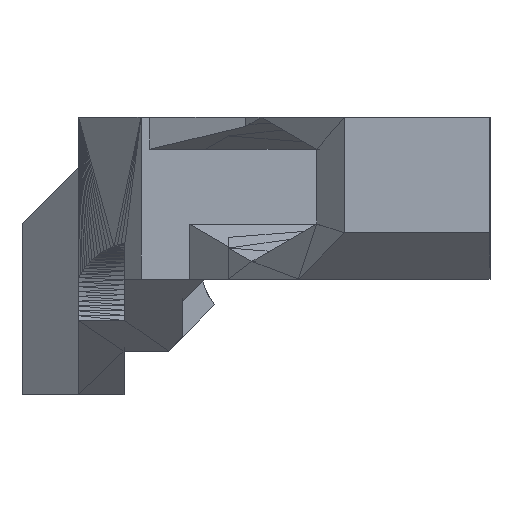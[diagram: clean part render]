
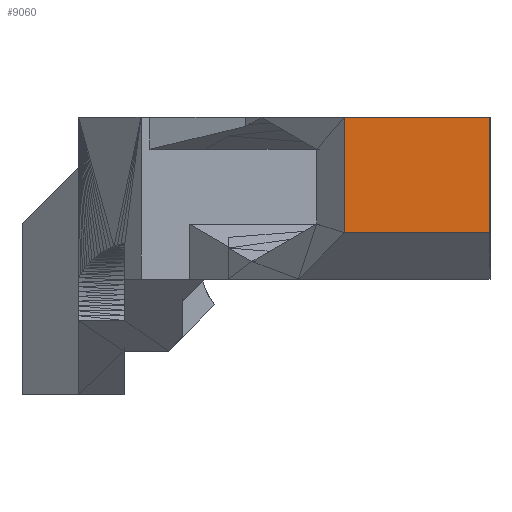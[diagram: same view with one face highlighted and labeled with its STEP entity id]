
A CAD part, left-side view. The second image highlights one B-rep face of the part: STEP entity #9060.
In plain terms, the highlighted planar face has unit normal (-1, 0, 0).
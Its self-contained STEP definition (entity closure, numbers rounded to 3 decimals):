
#433=FACE_OUTER_BOUND('',#939,.T.);
#939=EDGE_LOOP('',(#7592,#7593,#7594,#7595));
#1084=LINE('',#12069,#2343);
#1416=LINE('',#12766,#2675);
#1914=LINE('',#13763,#3173);
#1993=LINE('',#13916,#3252);
#2343=VECTOR('',#9756,10.);
#2675=VECTOR('',#10362,10.);
#3173=VECTOR('',#11042,10.);
#3252=VECTOR('',#11265,10.);
#3593=VERTEX_POINT('',#12066);
#3594=VERTEX_POINT('',#12068);
#3822=VERTEX_POINT('',#12765);
#4230=VERTEX_POINT('',#13762);
#4380=EDGE_CURVE('',#3594,#3593,#1084,.T.);
#4728=EDGE_CURVE('',#3822,#3594,#1416,.T.);
#5226=EDGE_CURVE('',#3822,#4230,#1914,.T.);
#5305=EDGE_CURVE('',#4230,#3593,#1993,.T.);
#7592=ORIENTED_EDGE('',*,*,#4728,.T.);
#7593=ORIENTED_EDGE('',*,*,#4380,.T.);
#7594=ORIENTED_EDGE('',*,*,#5305,.F.);
#7595=ORIENTED_EDGE('',*,*,#5226,.F.);
#8560=PLANE('',#9590);
#9060=ADVANCED_FACE('',(#433),#8560,.T.);
#9590=AXIS2_PLACEMENT_3D('',#14118,#11566,#11567);
#9756=DIRECTION('',(0.,1.,0.));
#10362=DIRECTION('',(0.,0.,1.));
#11042=DIRECTION('',(0.,1.,0.));
#11265=DIRECTION('',(0.,0.,1.));
#11566=DIRECTION('center_axis',(-1.,0.,0.));
#11567=DIRECTION('ref_axis',(0.,0.,1.));
#12066=CARTESIAN_POINT('',(-20.,-8.5,-26.5));
#12068=CARTESIAN_POINT('',(-20.,-14.8,-26.5));
#12069=CARTESIAN_POINT('',(-20.,-14.8,-26.5));
#12765=CARTESIAN_POINT('',(-20.,-14.8,-31.5));
#12766=CARTESIAN_POINT('',(-20.,-14.8,-31.5));
#13762=CARTESIAN_POINT('',(-20.,-8.5,-31.5));
#13763=CARTESIAN_POINT('',(-20.,-14.8,-31.5));
#13916=CARTESIAN_POINT('',(-20.,-8.5,-31.5));
#14118=CARTESIAN_POINT('Origin',(-20.,-8.5,-31.5));
